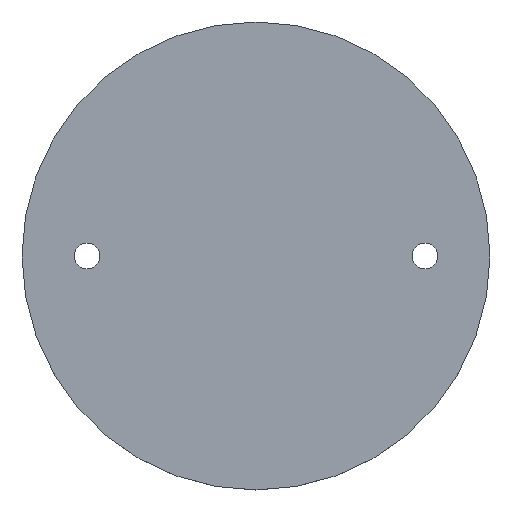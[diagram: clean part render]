
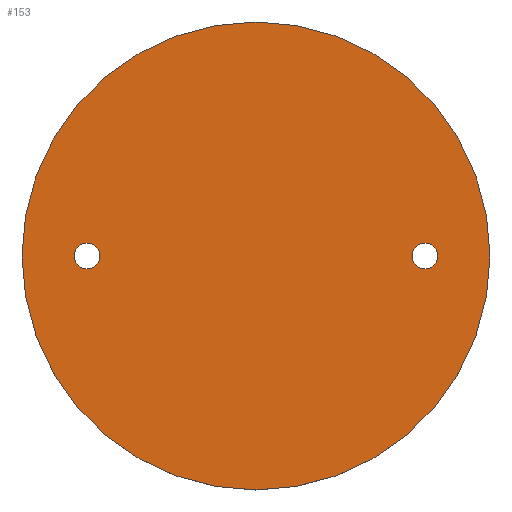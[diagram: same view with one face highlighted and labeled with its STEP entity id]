
A CAD part, top view. The second image highlights one B-rep face of the part: STEP entity #153.
In plain terms, the highlighted planar face has unit normal (0, 0, 1).
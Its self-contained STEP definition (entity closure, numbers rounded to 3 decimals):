
#23=FACE_BOUND('',#51,.T.);
#24=FACE_BOUND('',#52,.T.);
#27=PLANE('',#189);
#37=FACE_OUTER_BOUND('',#50,.T.);
#50=EDGE_LOOP('',(#139));
#51=EDGE_LOOP('',(#140));
#52=EDGE_LOOP('',(#141));
#70=CIRCLE('',#176,1.75);
#72=CIRCLE('',#180,1.75);
#76=CIRCLE('',#188,31.9);
#82=VERTEX_POINT('',#257);
#84=VERTEX_POINT('',#265);
#87=VERTEX_POINT('',#278);
#94=EDGE_CURVE('',#82,#82,#70,.T.);
#98=EDGE_CURVE('',#84,#84,#72,.T.);
#104=EDGE_CURVE('',#87,#87,#76,.T.);
#139=ORIENTED_EDGE('',*,*,#104,.T.);
#140=ORIENTED_EDGE('',*,*,#94,.T.);
#141=ORIENTED_EDGE('',*,*,#98,.T.);
#153=ADVANCED_FACE('',(#37,#23,#24),#27,.T.);
#176=AXIS2_PLACEMENT_3D('',#258,#209,#210);
#180=AXIS2_PLACEMENT_3D('',#266,#219,#220);
#188=AXIS2_PLACEMENT_3D('',#279,#237,#238);
#189=AXIS2_PLACEMENT_3D('',#281,#240,#241);
#209=DIRECTION('center_axis',(0.,0.,-1.));
#210=DIRECTION('ref_axis',(1.,0.,0.));
#219=DIRECTION('center_axis',(0.,0.,-1.));
#220=DIRECTION('ref_axis',(1.,0.,0.));
#237=DIRECTION('center_axis',(0.,0.,1.));
#238=DIRECTION('ref_axis',(1.,0.,0.));
#240=DIRECTION('center_axis',(0.,0.,1.));
#241=DIRECTION('ref_axis',(1.,0.,0.));
#257=CARTESIAN_POINT('',(-24.779,0.,3.));
#258=CARTESIAN_POINT('Origin',(-23.029,0.,3.));
#265=CARTESIAN_POINT('',(21.279,0.,3.));
#266=CARTESIAN_POINT('Origin',(23.029,0.,3.));
#278=CARTESIAN_POINT('',(-31.9,0.,3.));
#279=CARTESIAN_POINT('Origin',(0.,0.,3.));
#281=CARTESIAN_POINT('Origin',(0.,0.,3.));
